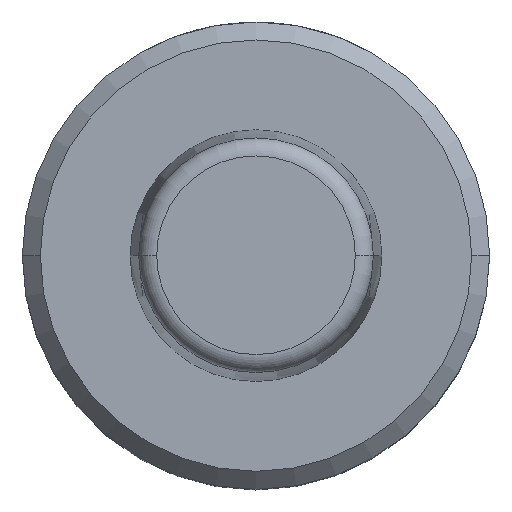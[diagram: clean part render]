
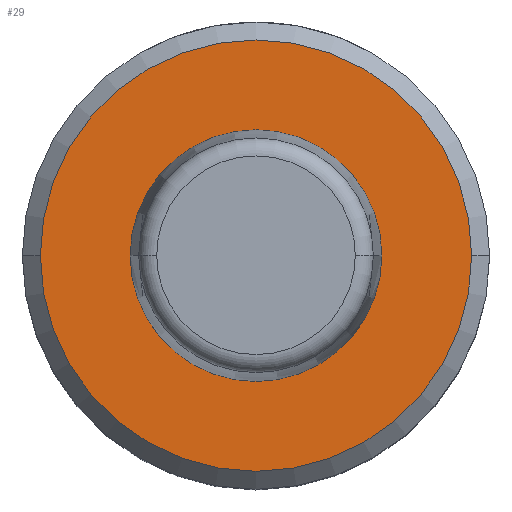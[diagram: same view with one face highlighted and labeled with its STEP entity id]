
A CAD part, top view. The second image highlights one B-rep face of the part: STEP entity #29.
In plain terms, the highlighted planar face has unit normal (0, 0, 1).
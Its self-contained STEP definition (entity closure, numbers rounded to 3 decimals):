
#18 = CARTESIAN_POINT ( 'NONE',  ( 3.5, 0., -1. ) ) ;
#29 = ADVANCED_FACE ( 'NONE', ( #351, #632 ), #173, .F. ) ;
#39 = ORIENTED_EDGE ( 'NONE', *, *, #1211, .T. ) ;
#40 = VERTEX_POINT ( 'NONE', #68 ) ;
#68 = CARTESIAN_POINT ( 'NONE',  ( 6., 0., -1. ) ) ;
#69 = DIRECTION ( 'NONE',  ( -1., 0., 0. ) ) ;
#139 = CIRCLE ( 'NONE', #999, 3.5 ) ;
#157 = CARTESIAN_POINT ( 'NONE',  ( -6., 0., -1. ) ) ;
#169 = EDGE_CURVE ( 'NONE', #40, #392, #1118, .T. ) ;
#173 = PLANE ( 'NONE',  #722 ) ;
#181 = CIRCLE ( 'NONE', #400, 3.5 ) ;
#189 = CARTESIAN_POINT ( 'NONE',  ( 0., 0., -1. ) ) ;
#271 = EDGE_CURVE ( 'NONE', #392, #40, #344, .T. ) ;
#298 = DIRECTION ( 'NONE',  ( -1., 0., 0. ) ) ;
#326 = ORIENTED_EDGE ( 'NONE', *, *, #495, .T. ) ;
#344 = CIRCLE ( 'NONE', #702, 6. ) ;
#351 = FACE_OUTER_BOUND ( 'NONE', #908, .T. ) ;
#392 = VERTEX_POINT ( 'NONE', #157 ) ;
#400 = AXIS2_PLACEMENT_3D ( 'NONE', #540, #1295, #649 ) ;
#495 = EDGE_CURVE ( 'NONE', #1100, #1092, #181, .T. ) ;
#503 = DIRECTION ( 'NONE',  ( 0., 0., -1. ) ) ;
#540 = CARTESIAN_POINT ( 'NONE',  ( 0., 0., -1. ) ) ;
#575 = CARTESIAN_POINT ( 'NONE',  ( 0., 0., -1. ) ) ;
#614 = ORIENTED_EDGE ( 'NONE', *, *, #169, .T. ) ;
#632 = FACE_BOUND ( 'NONE', #1209, .T. ) ;
#649 = DIRECTION ( 'NONE',  ( -1., 0., 0. ) ) ;
#656 = ORIENTED_EDGE ( 'NONE', *, *, #271, .T. ) ;
#686 = DIRECTION ( 'NONE',  ( -1., 0., 0. ) ) ;
#702 = AXIS2_PLACEMENT_3D ( 'NONE', #1366, #719, #69 ) ;
#719 = DIRECTION ( 'NONE',  ( 0., 0., 1. ) ) ;
#722 = AXIS2_PLACEMENT_3D ( 'NONE', #1144, #503, #1257 ) ;
#773 = CARTESIAN_POINT ( 'NONE',  ( -3.5, 0., -1. ) ) ;
#908 = EDGE_LOOP ( 'NONE', ( #656, #614 ) ) ;
#941 = DIRECTION ( 'NONE',  ( 0., 0., 1. ) ) ;
#999 = AXIS2_PLACEMENT_3D ( 'NONE', #575, #1329, #686 ) ;
#1092 = VERTEX_POINT ( 'NONE', #773 ) ;
#1100 = VERTEX_POINT ( 'NONE', #18 ) ;
#1118 = CIRCLE ( 'NONE', #1374, 6. ) ;
#1144 = CARTESIAN_POINT ( 'NONE',  ( 0., 0., -1. ) ) ;
#1209 = EDGE_LOOP ( 'NONE', ( #326, #39 ) ) ;
#1211 = EDGE_CURVE ( 'NONE', #1092, #1100, #139, .T. ) ;
#1257 = DIRECTION ( 'NONE',  ( -1., 0., 0. ) ) ;
#1295 = DIRECTION ( 'NONE',  ( 0., 0., -1. ) ) ;
#1329 = DIRECTION ( 'NONE',  ( 0., 0., -1. ) ) ;
#1366 = CARTESIAN_POINT ( 'NONE',  ( 0., 0., -1. ) ) ;
#1374 = AXIS2_PLACEMENT_3D ( 'NONE', #189, #941, #298 ) ;
